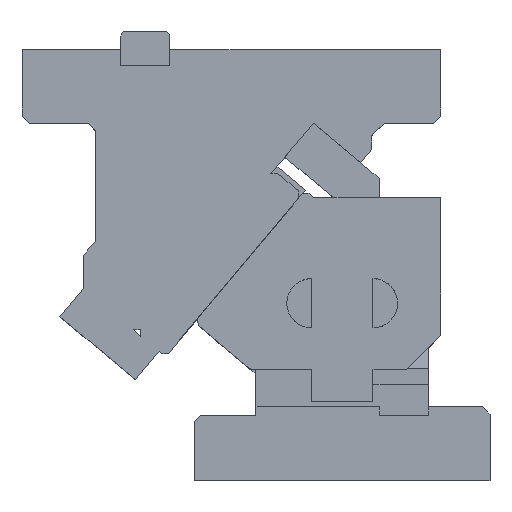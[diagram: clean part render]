
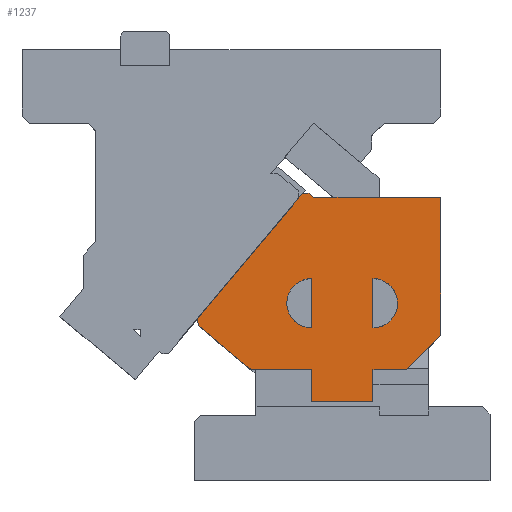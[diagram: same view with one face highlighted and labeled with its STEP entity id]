
A CAD part, top view. The second image highlights one B-rep face of the part: STEP entity #1237.
In plain terms, the highlighted planar face has unit normal (0, 0, 1).
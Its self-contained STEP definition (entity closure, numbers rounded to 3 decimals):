
#552=CARTESIAN_POINT('Vertex',(-10.355,-37.,0.)) ;
#555=CARTESIAN_POINT('Line Origine',(-10.355,-43.5,0.)) ;
#559=CARTESIAN_POINT('Vertex',(-10.355,-50.,0.)) ;
#595=CARTESIAN_POINT('Line Origine',(-35.355,-43.5,0.)) ;
#599=CARTESIAN_POINT('Vertex',(-35.355,-37.,0.)) ;
#601=CARTESIAN_POINT('Vertex',(-35.355,-50.,0.)) ;
#655=CARTESIAN_POINT('Vertex',(-35.355,-20.,0.)) ;
#660=CARTESIAN_POINT('Line Origine',(-35.355,-10.,0.)) ;
#664=CARTESIAN_POINT('Vertex',(-35.355,0.,0.)) ;
#691=CARTESIAN_POINT('Axis2P3D Location',(-35.355,-10.,0.)) ;
#695=CARTESIAN_POINT('Vertex',(-45.317,-10.872,0.)) ;
#765=CARTESIAN_POINT('Vertex',(-10.355,-20.,0.)) ;
#779=CARTESIAN_POINT('Vertex',(-10.355,0.,0.)) ;
#782=CARTESIAN_POINT('Line Origine',(-10.355,-10.,0.)) ;
#1056=CARTESIAN_POINT('Axis2P3D Location',(-35.355,-10.,0.)) ;
#1096=CARTESIAN_POINT('Axis2P3D Location',(-10.355,-10.,0.)) ;
#1100=CARTESIAN_POINT('Vertex',(-0.393,-9.128,0.)) ;
#1121=CARTESIAN_POINT('Axis2P3D Location',(-10.355,-10.,0.)) ;
#1134=CARTESIAN_POINT('Axis2P3D Location',(-82.836,-17.716,0.)) ;
#1139=CARTESIAN_POINT('Line Origine',(-22.855,-50.,0.)) ;
#1144=CARTESIAN_POINT('Line Origine',(-3.605,-37.,0.)) ;
#1148=CARTESIAN_POINT('Vertex',(3.145,-37.,0.)) ;
#1151=CARTESIAN_POINT('Line Origine',(10.145,-30.,0.)) ;
#1155=CARTESIAN_POINT('Vertex',(17.145,-23.,0.)) ;
#1158=CARTESIAN_POINT('Line Origine',(17.145,5.,0.)) ;
#1162=CARTESIAN_POINT('Vertex',(17.145,33.,0.)) ;
#1165=CARTESIAN_POINT('Line Origine',(-8.616,33.,0.)) ;
#1169=CARTESIAN_POINT('Vertex',(-34.377,33.,0.)) ;
#1172=CARTESIAN_POINT('Line Origine',(-35.343,33.811,0.)) ;
#1176=CARTESIAN_POINT('Vertex',(-36.309,34.621,0.)) ;
#1179=CARTESIAN_POINT('Line Origine',(-37.718,34.498,0.)) ;
#1183=CARTESIAN_POINT('Vertex',(-39.126,34.375,0.)) ;
#1186=CARTESIAN_POINT('Line Origine',(-60.338,9.095,0.)) ;
#1190=CARTESIAN_POINT('Vertex',(-81.55,-16.184,0.)) ;
#1193=CARTESIAN_POINT('Line Origine',(-81.427,-17.593,0.)) ;
#1197=CARTESIAN_POINT('Vertex',(-81.304,-19.002,0.)) ;
#1200=CARTESIAN_POINT('Line Origine',(-70.579,-28.001,0.)) ;
#1204=CARTESIAN_POINT('Vertex',(-59.855,-37.,0.)) ;
#1207=CARTESIAN_POINT('Line Origine',(-47.605,-37.,0.)) ;
#556=DIRECTION('Vector Direction',(0.,1.,0.)) ;
#596=DIRECTION('Vector Direction',(0.,-1.,0.)) ;
#661=DIRECTION('Vector Direction',(0.,-1.,0.)) ;
#692=DIRECTION('Axis2P3D Direction',(-0.,0.,-1.)) ;
#783=DIRECTION('Vector Direction',(0.,1.,0.)) ;
#1057=DIRECTION('Axis2P3D Direction',(0.,0.,-1.)) ;
#1097=DIRECTION('Axis2P3D Direction',(0.,0.,-1.)) ;
#1122=DIRECTION('Axis2P3D Direction',(-0.,0.,-1.)) ;
#1135=DIRECTION('Axis2P3D Direction',(-0.,0.,-1.)) ;
#1136=DIRECTION('Axis2P3D XDirection',(-0.996,-0.087,0.)) ;
#1140=DIRECTION('Vector Direction',(1.,0.,0.)) ;
#1145=DIRECTION('Vector Direction',(1.,0.,0.)) ;
#1152=DIRECTION('Vector Direction',(-0.707,-0.707,0.)) ;
#1159=DIRECTION('Vector Direction',(0.,-1.,0.)) ;
#1166=DIRECTION('Vector Direction',(1.,0.,0.)) ;
#1173=DIRECTION('Vector Direction',(-0.766,0.643,0.)) ;
#1180=DIRECTION('Vector Direction',(-0.996,-0.087,0.)) ;
#1187=DIRECTION('Vector Direction',(0.643,0.766,0.)) ;
#1194=DIRECTION('Vector Direction',(0.087,-0.996,0.)) ;
#1201=DIRECTION('Vector Direction',(0.766,-0.643,0.)) ;
#1208=DIRECTION('Vector Direction',(1.,0.,0.)) ;
#693=AXIS2_PLACEMENT_3D('Circle Axis2P3D',#691,#692,$) ;
#1058=AXIS2_PLACEMENT_3D('Circle Axis2P3D',#1056,#1057,$) ;
#1098=AXIS2_PLACEMENT_3D('Circle Axis2P3D',#1096,#1097,$) ;
#1123=AXIS2_PLACEMENT_3D('Circle Axis2P3D',#1121,#1122,$) ;
#1137=AXIS2_PLACEMENT_3D('Plane Axis2P3D',#1134,#1135,#1136) ;
#1213=ORIENTED_EDGE('',*,*,#1143,.T.) ;
#1214=ORIENTED_EDGE('',*,*,#561,.T.) ;
#1215=ORIENTED_EDGE('',*,*,#1150,.T.) ;
#1216=ORIENTED_EDGE('',*,*,#1157,.F.) ;
#1217=ORIENTED_EDGE('',*,*,#1164,.F.) ;
#1218=ORIENTED_EDGE('',*,*,#1171,.F.) ;
#1219=ORIENTED_EDGE('',*,*,#1178,.T.) ;
#1220=ORIENTED_EDGE('',*,*,#1185,.T.) ;
#1221=ORIENTED_EDGE('',*,*,#1192,.F.) ;
#1222=ORIENTED_EDGE('',*,*,#1199,.T.) ;
#1223=ORIENTED_EDGE('',*,*,#1206,.T.) ;
#1224=ORIENTED_EDGE('',*,*,#1211,.T.) ;
#1225=ORIENTED_EDGE('',*,*,#603,.T.) ;
#1228=ORIENTED_EDGE('',*,*,#697,.F.) ;
#1229=ORIENTED_EDGE('',*,*,#666,.T.) ;
#1230=ORIENTED_EDGE('',*,*,#1060,.F.) ;
#1233=ORIENTED_EDGE('',*,*,#1125,.F.) ;
#1234=ORIENTED_EDGE('',*,*,#1102,.F.) ;
#1235=ORIENTED_EDGE('',*,*,#786,.T.) ;
#1231=FACE_BOUND('',#1227,.T.) ;
#1236=FACE_BOUND('',#1232,.T.) ;
#557=VECTOR('Line Direction',#556,1.) ;
#597=VECTOR('Line Direction',#596,1.) ;
#662=VECTOR('Line Direction',#661,1.) ;
#784=VECTOR('Line Direction',#783,1.) ;
#1141=VECTOR('Line Direction',#1140,1.) ;
#1146=VECTOR('Line Direction',#1145,1.) ;
#1153=VECTOR('Line Direction',#1152,1.) ;
#1160=VECTOR('Line Direction',#1159,1.) ;
#1167=VECTOR('Line Direction',#1166,1.) ;
#1174=VECTOR('Line Direction',#1173,1.) ;
#1181=VECTOR('Line Direction',#1180,1.) ;
#1188=VECTOR('Line Direction',#1187,1.) ;
#1195=VECTOR('Line Direction',#1194,1.) ;
#1202=VECTOR('Line Direction',#1201,1.) ;
#1209=VECTOR('Line Direction',#1208,1.) ;
#1237=ADVANCED_FACE('CAM SLIDER',(#1226,#1231,#1236),#1138,.F.) ;
#694=CIRCLE('generated circle',#693,10.) ;
#1059=CIRCLE('generated circle',#1058,10.) ;
#1099=CIRCLE('generated circle',#1098,10.) ;
#1124=CIRCLE('generated circle',#1123,10.) ;
#561=EDGE_CURVE('',#560,#553,#558,.T.) ;
#603=EDGE_CURVE('',#600,#602,#598,.T.) ;
#666=EDGE_CURVE('',#665,#656,#663,.T.) ;
#697=EDGE_CURVE('',#665,#696,#694,.F.) ;
#786=EDGE_CURVE('',#766,#780,#785,.T.) ;
#1060=EDGE_CURVE('',#696,#656,#1059,.F.) ;
#1102=EDGE_CURVE('',#766,#1101,#1099,.F.) ;
#1125=EDGE_CURVE('',#1101,#780,#1124,.F.) ;
#1143=EDGE_CURVE('',#602,#560,#1142,.T.) ;
#1150=EDGE_CURVE('',#553,#1149,#1147,.T.) ;
#1157=EDGE_CURVE('',#1156,#1149,#1154,.T.) ;
#1164=EDGE_CURVE('',#1163,#1156,#1161,.T.) ;
#1171=EDGE_CURVE('',#1170,#1163,#1168,.T.) ;
#1178=EDGE_CURVE('',#1170,#1177,#1175,.T.) ;
#1185=EDGE_CURVE('',#1177,#1184,#1182,.T.) ;
#1192=EDGE_CURVE('',#1191,#1184,#1189,.T.) ;
#1199=EDGE_CURVE('',#1191,#1198,#1196,.T.) ;
#1206=EDGE_CURVE('',#1198,#1205,#1203,.T.) ;
#1211=EDGE_CURVE('',#1205,#600,#1210,.T.) ;
#1212=EDGE_LOOP('',(#1213,#1214,#1215,#1216,#1217,#1218,#1219,#1220,#1221,#1222,#1223,#1224,#1225)) ;
#1227=EDGE_LOOP('',(#1228,#1229,#1230)) ;
#1232=EDGE_LOOP('',(#1233,#1234,#1235)) ;
#1226=FACE_OUTER_BOUND('',#1212,.T.) ;
#558=LINE('Line',#555,#557) ;
#598=LINE('Line',#595,#597) ;
#663=LINE('Line',#660,#662) ;
#785=LINE('Line',#782,#784) ;
#1142=LINE('Line',#1139,#1141) ;
#1147=LINE('Line',#1144,#1146) ;
#1154=LINE('Line',#1151,#1153) ;
#1161=LINE('Line',#1158,#1160) ;
#1168=LINE('Line',#1165,#1167) ;
#1175=LINE('Line',#1172,#1174) ;
#1182=LINE('Line',#1179,#1181) ;
#1189=LINE('Line',#1186,#1188) ;
#1196=LINE('Line',#1193,#1195) ;
#1203=LINE('Line',#1200,#1202) ;
#1210=LINE('Line',#1207,#1209) ;
#1138=PLANE('Plane',#1137) ;
#553=VERTEX_POINT('',#552) ;
#560=VERTEX_POINT('',#559) ;
#600=VERTEX_POINT('',#599) ;
#602=VERTEX_POINT('',#601) ;
#656=VERTEX_POINT('',#655) ;
#665=VERTEX_POINT('',#664) ;
#696=VERTEX_POINT('',#695) ;
#766=VERTEX_POINT('',#765) ;
#780=VERTEX_POINT('',#779) ;
#1101=VERTEX_POINT('',#1100) ;
#1149=VERTEX_POINT('',#1148) ;
#1156=VERTEX_POINT('',#1155) ;
#1163=VERTEX_POINT('',#1162) ;
#1170=VERTEX_POINT('',#1169) ;
#1177=VERTEX_POINT('',#1176) ;
#1184=VERTEX_POINT('',#1183) ;
#1191=VERTEX_POINT('',#1190) ;
#1198=VERTEX_POINT('',#1197) ;
#1205=VERTEX_POINT('',#1204) ;
